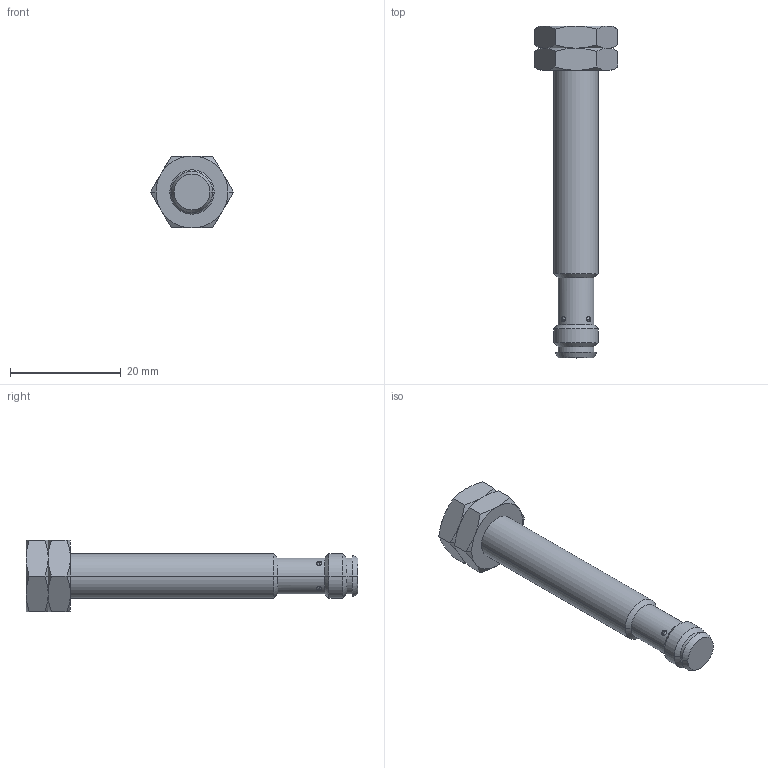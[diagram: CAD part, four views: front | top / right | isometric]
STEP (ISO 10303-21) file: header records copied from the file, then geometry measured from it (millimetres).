
FILE_DESCRIPTION(('STEP AP214'),'1');
FILE_NAME('dw-as-701-m8-001.stp','2015-01-16T12:17:19',('TraceParts'),('TraceParts S.A.'),'XStep 1.0',' ',' ');
FILE_SCHEMA(('automotive_design'));
Length unit declared in the file: millimetre
Products named in the file (3): 1; 2; 3
Bounding box: 15.01 x 60 x 13 mm (x, y, z)
Volume: 3635.1 mm3; surface area: 2486.6 mm2
Topology: 3 solids, 3 shells, 97 faces, 208 edges, 114 vertices
Faces by surface type: cone 50, cylinder 20, plane 19, sphere 8
Entity records: 2737 total; most frequent: CARTESIAN_POINT 742, DIRECTION 430, ORIENTED_EDGE 400, EDGE_CURVE 200, AXIS2_PLACEMENT_3D 186, VERTEX_POINT 114, EDGE_LOOP 106, ADVANCED_FACE 97
